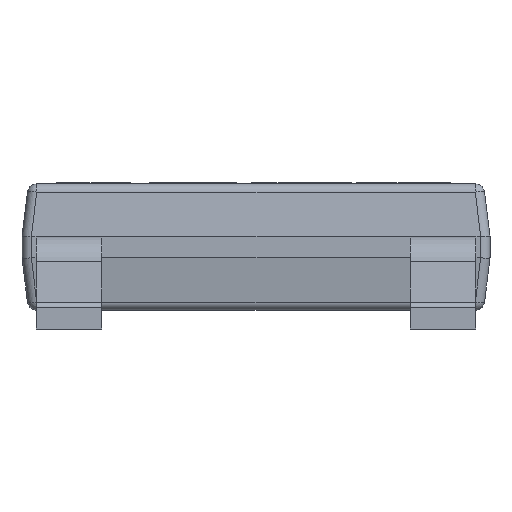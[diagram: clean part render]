
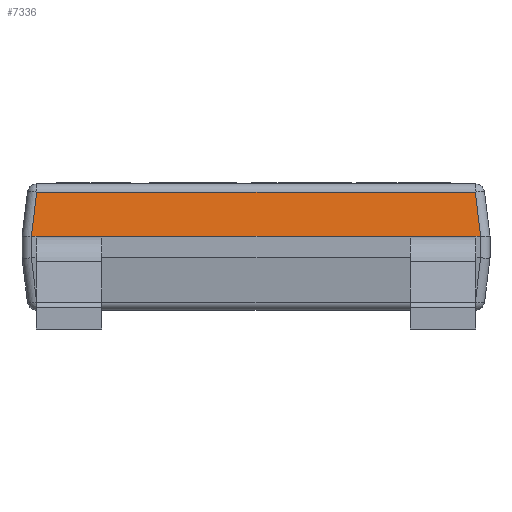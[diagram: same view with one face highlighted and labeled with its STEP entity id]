
A CAD part, front view. The second image highlights one B-rep face of the part: STEP entity #7336.
In plain terms, the highlighted planar face has unit normal (0, -0.993, 0.122).
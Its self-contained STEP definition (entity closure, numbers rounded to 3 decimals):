
#143 = ORIENTED_EDGE ( 'NONE', *, *, #3252, .T. ) ;
#183 = CARTESIAN_POINT ( 'NONE',  ( -2.401, -2.2, 0.115 ) ) ;
#358 = VECTOR ( 'NONE', #16336, 1000. ) ;
#521 = EDGE_LOOP ( 'NONE', ( #16363, #7314, #143, #15228, #13080, #14963, #12594, #12058, #721, #2396 ) ) ;
#721 = ORIENTED_EDGE ( 'NONE', *, *, #12487, .T. ) ;
#1175 = LINE ( 'NONE', #14681, #7400 ) ;
#1562 = EDGE_CURVE ( 'NONE', #9109, #15962, #2934, .T. ) ;
#1598 = CARTESIAN_POINT ( 'NONE',  ( 2.4, -2.2, 0.115 ) ) ;
#1673 = CARTESIAN_POINT ( 'NONE',  ( 2.4, -2.2, 0.115 ) ) ;
#1839 = CARTESIAN_POINT ( 'NONE',  ( 1.65, -2.2, 0.115 ) ) ;
#1968 = LINE ( 'NONE', #13507, #10489 ) ;
#1985 = FACE_OUTER_BOUND ( 'NONE', #521, .T. ) ;
#2031 = CARTESIAN_POINT ( 'NONE',  ( -2.5, -2.2, 0.115 ) ) ;
#2396 = ORIENTED_EDGE ( 'NONE', *, *, #13311, .F. ) ;
#2703 = EDGE_CURVE ( 'NONE', #10049, #11638, #14750, .T. ) ;
#2922 = CARTESIAN_POINT ( 'NONE',  ( -2.4, -2.2, 0.115 ) ) ;
#2934 =( BOUNDED_CURVE ( )  B_SPLINE_CURVE ( 3, ( #183, #15712, #2922, #9286 ),
 .UNSPECIFIED., .F., .F. ) 
 B_SPLINE_CURVE_WITH_KNOTS ( ( 4, 4 ),
 ( 6.276, 6.283 ),
 .UNSPECIFIED. ) 
 CURVE ( )  GEOMETRIC_REPRESENTATION_ITEM ( )  RATIONAL_B_SPLINE_CURVE ( ( 1., 1., 1., 1. ) ) 
 REPRESENTATION_ITEM ( '' )  );
#3049 = DIRECTION ( 'NONE',  ( -1., 0., 0. ) ) ;
#3236 = VERTEX_POINT ( 'NONE', #9741 ) ;
#3252 = EDGE_CURVE ( 'NONE', #14154, #9580, #14215, .T. ) ;
#3844 = VECTOR ( 'NONE', #12759, 1000. ) ;
#4089 = VECTOR ( 'NONE', #3049, 1000. ) ;
#4494 = CARTESIAN_POINT ( 'NONE',  ( -2.4, -2.2, 0.115 ) ) ;
#4652 = DIRECTION ( 'NONE',  ( 1., 0., 0. ) ) ;
#4698 = CARTESIAN_POINT ( 'NONE',  ( -2.35, -2.2, 0.115 ) ) ;
#5390 = EDGE_CURVE ( 'NONE', #15962, #11638, #9643, .T. ) ;
#6244 = DIRECTION ( 'NONE',  ( 0., -0.122, -0.993 ) ) ;
#6295 = VERTEX_POINT ( 'NONE', #10534 ) ;
#7285 = CARTESIAN_POINT ( 'NONE',  ( 2.35, -2.2, 0.115 ) ) ;
#7314 = ORIENTED_EDGE ( 'NONE', *, *, #8546, .T. ) ;
#7336 = ADVANCED_FACE ( 'NONE', ( #1985 ), #10961, .T. ) ;
#7400 = VECTOR ( 'NONE', #14603, 1000. ) ;
#7705 = CARTESIAN_POINT ( 'NONE',  ( -2.431, -2.142, 0.587 ) ) ;
#7918 = EDGE_CURVE ( 'NONE', #6295, #9109, #1175, .T. ) ;
#8497 = CARTESIAN_POINT ( 'NONE',  ( 2.343, -2.142, 0.587 ) ) ;
#8505 = VERTEX_POINT ( 'NONE', #1839 ) ;
#8546 = EDGE_CURVE ( 'NONE', #3236, #14154, #15530, .T. ) ;
#8750 = CARTESIAN_POINT ( 'NONE',  ( 0., -2.2, 0.115 ) ) ;
#8916 = DIRECTION ( 'NONE',  ( 0., -0.993, 0.122 ) ) ;
#8974 = LINE ( 'NONE', #7705, #358 ) ;
#9109 = VERTEX_POINT ( 'NONE', #12090 ) ;
#9205 = CARTESIAN_POINT ( 'NONE',  ( 2.366, -2.165, 0.401 ) ) ;
#9286 = CARTESIAN_POINT ( 'NONE',  ( -2.4, -2.2, 0.115 ) ) ;
#9580 = VERTEX_POINT ( 'NONE', #8497 ) ;
#9643 = LINE ( 'NONE', #2031, #16442 ) ;
#9664 = LINE ( 'NONE', #9841, #10236 ) ;
#9741 = CARTESIAN_POINT ( 'NONE',  ( 2.4, -2.2, 0.115 ) ) ;
#9841 = CARTESIAN_POINT ( 'NONE',  ( -2.5, -2.2, 0.115 ) ) ;
#10049 = VERTEX_POINT ( 'NONE', #12612 ) ;
#10236 = VECTOR ( 'NONE', #12360, 1000. ) ;
#10489 = VECTOR ( 'NONE', #10943, 1000. ) ;
#10534 = CARTESIAN_POINT ( 'NONE',  ( -2.343, -2.142, 0.587 ) ) ;
#10685 = CARTESIAN_POINT ( 'NONE',  ( -1.65, -2.2, 0.115 ) ) ;
#10943 = DIRECTION ( 'NONE',  ( -1., 0., 0. ) ) ;
#10961 = PLANE ( 'NONE',  #11972 ) ;
#11638 = VERTEX_POINT ( 'NONE', #4698 ) ;
#11696 = LINE ( 'NONE', #12406, #16206 ) ;
#11972 = AXIS2_PLACEMENT_3D ( 'NONE', #8750, #8916, #6244 ) ;
#12041 = CARTESIAN_POINT ( 'NONE',  ( 2.401, -2.2, 0.115 ) ) ;
#12058 = ORIENTED_EDGE ( 'NONE', *, *, #2703, .F. ) ;
#12072 = DIRECTION ( 'NONE',  ( 1., 0., 0. ) ) ;
#12090 = CARTESIAN_POINT ( 'NONE',  ( -2.401, -2.2, 0.115 ) ) ;
#12360 = DIRECTION ( 'NONE',  ( 1., 0., 0. ) ) ;
#12406 = CARTESIAN_POINT ( 'NONE',  ( -2.5, -2.2, 0.115 ) ) ;
#12487 = EDGE_CURVE ( 'NONE', #10049, #8505, #9664, .T. ) ;
#12594 = ORIENTED_EDGE ( 'NONE', *, *, #5390, .T. ) ;
#12612 = CARTESIAN_POINT ( 'NONE',  ( -1.65, -2.2, 0.115 ) ) ;
#12759 = DIRECTION ( 'NONE',  ( -0.121, 0.121, 0.985 ) ) ;
#13080 = ORIENTED_EDGE ( 'NONE', *, *, #7918, .T. ) ;
#13311 = EDGE_CURVE ( 'NONE', #14370, #8505, #1968, .T. ) ;
#13507 = CARTESIAN_POINT ( 'NONE',  ( 2.35, -2.2, 0.115 ) ) ;
#13696 = EDGE_CURVE ( 'NONE', #9580, #6295, #8974, .T. ) ;
#14154 = VERTEX_POINT ( 'NONE', #15543 ) ;
#14215 = LINE ( 'NONE', #9205, #3844 ) ;
#14345 = EDGE_CURVE ( 'NONE', #14370, #3236, #11696, .T. ) ;
#14370 = VERTEX_POINT ( 'NONE', #7285 ) ;
#14603 = DIRECTION ( 'NONE',  ( -0.121, -0.121, -0.985 ) ) ;
#14681 = CARTESIAN_POINT ( 'NONE',  ( -2.366, -2.165, 0.401 ) ) ;
#14750 = LINE ( 'NONE', #10685, #4089 ) ;
#14963 = ORIENTED_EDGE ( 'NONE', *, *, #1562, .T. ) ;
#15228 = ORIENTED_EDGE ( 'NONE', *, *, #13696, .T. ) ;
#15530 =( BOUNDED_CURVE ( )  B_SPLINE_CURVE ( 3, ( #1673, #1598, #15774, #12041 ),
 .UNSPECIFIED., .F., .F. ) 
 B_SPLINE_CURVE_WITH_KNOTS ( ( 4, 4 ),
 ( 0., 0.007 ),
 .UNSPECIFIED. ) 
 CURVE ( )  GEOMETRIC_REPRESENTATION_ITEM ( )  RATIONAL_B_SPLINE_CURVE ( ( 1., 1., 1., 1. ) ) 
 REPRESENTATION_ITEM ( '' )  );
#15543 = CARTESIAN_POINT ( 'NONE',  ( 2.401, -2.2, 0.115 ) ) ;
#15712 = CARTESIAN_POINT ( 'NONE',  ( -2.4, -2.2, 0.115 ) ) ;
#15774 = CARTESIAN_POINT ( 'NONE',  ( 2.4, -2.2, 0.115 ) ) ;
#15962 = VERTEX_POINT ( 'NONE', #4494 ) ;
#16206 = VECTOR ( 'NONE', #4652, 1000. ) ;
#16336 = DIRECTION ( 'NONE',  ( -1., 0., 0. ) ) ;
#16363 = ORIENTED_EDGE ( 'NONE', *, *, #14345, .T. ) ;
#16442 = VECTOR ( 'NONE', #12072, 1000. ) ;
